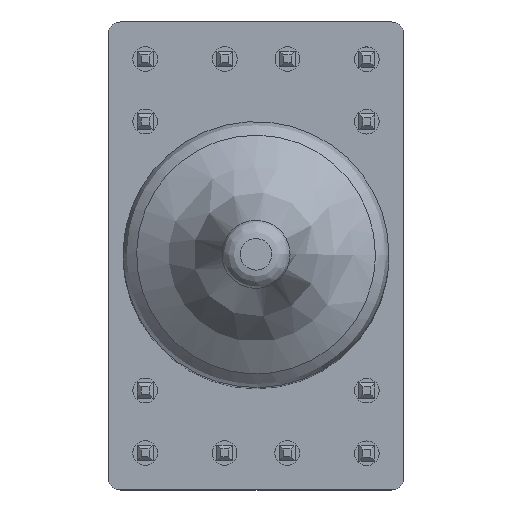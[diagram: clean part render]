
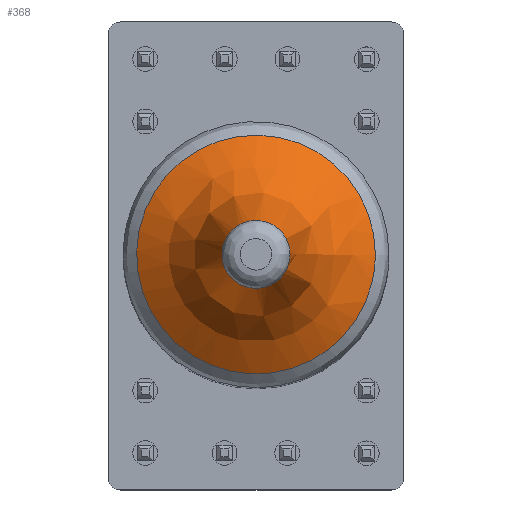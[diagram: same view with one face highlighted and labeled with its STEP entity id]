
A CAD part, top view. The second image highlights one B-rep face of the part: STEP entity #368.
In plain terms, the highlighted free-form (B-spline) face has degree [14, 2] with [15, 3] control points.
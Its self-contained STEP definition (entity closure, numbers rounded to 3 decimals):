
#137 = VERTEX_POINT('',#138);
#138 = CARTESIAN_POINT('',(4.847,0.,30.248));
#144 = EDGE_CURVE('',#137,#137,#145,.T.);
#145 = ( BOUNDED_CURVE() B_SPLINE_CURVE(13,(#146,#147,#148,#149,#150,
    #151,#152,#153,#154,#155,#156,#157,#158,#159),.UNSPECIFIED.,.T.,.F.)
 B_SPLINE_CURVE_WITH_KNOTS((1,13,13,1),(-33.929,0.,
33.929,67.858),.UNSPECIFIED.) CURVE() 
GEOMETRIC_REPRESENTATION_ITEM() RATIONAL_B_SPLINE_CURVE((1.,1.,
    1.,1.,1.,1.,
    1.,1.,1.,1.,
1.,1.,1.,1.)) REPRESENTATION_ITEM('') );
#146 = CARTESIAN_POINT('',(4.847,0.,30.248));
#147 = CARTESIAN_POINT('',(4.847,2.309,30.248
    ));
#148 = CARTESIAN_POINT('',(3.654,4.671,30.248
    ));
#149 = CARTESIAN_POINT('',(1.198,6.36,30.248
    ));
#150 = CARTESIAN_POINT('',(-2.181,6.619,30.248)
  );
#151 = CARTESIAN_POINT('',(-5.1,4.819,
    30.248));
#152 = CARTESIAN_POINT('',(-7.241,2.191,
    30.248));
#153 = CARTESIAN_POINT('',(-7.241,-2.191,
    30.248));
#154 = CARTESIAN_POINT('',(-5.1,-4.819,
    30.248));
#155 = CARTESIAN_POINT('',(-2.181,-6.619,
    30.248));
#156 = CARTESIAN_POINT('',(1.198,-6.36,30.248
    ));
#157 = CARTESIAN_POINT('',(3.654,-4.671,
    30.248));
#158 = CARTESIAN_POINT('',(4.847,-2.309,30.248
    ));
#159 = CARTESIAN_POINT('',(4.847,0.,30.248));
#368 = ADVANCED_FACE('',(#369),#398,.T.);
#369 = FACE_BOUND('',#370,.T.);
#370 = EDGE_LOOP('',(#371,#379,#396,#397));
#371 = ORIENTED_EDGE('',*,*,#372,.T.);
#372 = EDGE_CURVE('',#137,#373,#375,.T.);
#373 = VERTEX_POINT('',#374);
#374 = CARTESIAN_POINT('',(1.381,0.,35.366));
#375 = B_SPLINE_CURVE_WITH_KNOTS('',2,(#376,#377,#378),.UNSPECIFIED.,.F.
  ,.F.,(3,3),(0.,1.),.PIECEWISE_BEZIER_KNOTS.);
#376 = CARTESIAN_POINT('',(5.4,0.,30.));
#377 = CARTESIAN_POINT('',(1.749,0.,31.457));
#378 = CARTESIAN_POINT('',(1.3,0.,36.));
#379 = ORIENTED_EDGE('',*,*,#380,.F.);
#380 = EDGE_CURVE('',#373,#373,#381,.T.);
#381 = ( BOUNDED_CURVE() B_SPLINE_CURVE(13,(#382,#383,#384,#385,#386,
    #387,#388,#389,#390,#391,#392,#393,#394,#395),.UNSPECIFIED.,.T.,.F.)
 B_SPLINE_CURVE_WITH_KNOTS((1,13,13,1),(-8.168,0.,
8.168,16.336),.UNSPECIFIED.) CURVE() 
GEOMETRIC_REPRESENTATION_ITEM() RATIONAL_B_SPLINE_CURVE((1.,1.,
    1.,1.,1.,1.,
    1.,1.,1.,1.,
1.,1.,1.,1.)) REPRESENTATION_ITEM('') );
#382 = CARTESIAN_POINT('',(1.381,0.,35.366));
#383 = CARTESIAN_POINT('',(1.381,0.658,35.366
    ));
#384 = CARTESIAN_POINT('',(1.041,1.33,35.366
    ));
#385 = CARTESIAN_POINT('',(0.341,1.811,35.366
    ));
#386 = CARTESIAN_POINT('',(-0.621,1.885,
    35.366));
#387 = CARTESIAN_POINT('',(-1.453,1.373,
    35.366));
#388 = CARTESIAN_POINT('',(-2.062,0.624,
    35.366));
#389 = CARTESIAN_POINT('',(-2.062,-0.624,
    35.366));
#390 = CARTESIAN_POINT('',(-1.453,-1.373,
    35.366));
#391 = CARTESIAN_POINT('',(-0.621,-1.885,
    35.366));
#392 = CARTESIAN_POINT('',(0.341,-1.811,
    35.366));
#393 = CARTESIAN_POINT('',(1.041,-1.33,
    35.366));
#394 = CARTESIAN_POINT('',(1.381,-0.658,
    35.366));
#395 = CARTESIAN_POINT('',(1.381,0.,35.366));
#396 = ORIENTED_EDGE('',*,*,#372,.F.);
#397 = ORIENTED_EDGE('',*,*,#144,.T.);
#398 = B_SPLINE_SURFACE_WITH_KNOTS('',14,2,(
    (#399,#400,#401)
    ,(#402,#403,#404)
    ,(#405,#406,#407)
    ,(#408,#409,#410)
    ,(#411,#412,#413)
    ,(#414,#415,#416)
    ,(#417,#418,#419)
    ,(#420,#421,#422)
    ,(#423,#424,#425)
    ,(#426,#427,#428)
    ,(#429,#430,#431)
    ,(#432,#433,#434)
    ,(#435,#436,#437)
    ,(#438,#439,#440)
    ,(#441,#442,#443
    )),.UNSPECIFIED.,.T.,.F.,.F.,(1,14,14,1),(3,3),(-1.,0.,1.,2.),(0.,1.
    ),.UNSPECIFIED.);
#399 = CARTESIAN_POINT('',(5.4,0.,30.));
#400 = CARTESIAN_POINT('',(1.749,0.,31.457));
#401 = CARTESIAN_POINT('',(1.3,0.,36.));
#402 = CARTESIAN_POINT('',(5.4,2.424,30.));
#403 = CARTESIAN_POINT('',(1.749,0.785,31.457
    ));
#404 = CARTESIAN_POINT('',(1.3,0.583,36.));
#405 = CARTESIAN_POINT('',(4.229,4.847,30.));
#406 = CARTESIAN_POINT('',(1.369,1.57,31.457
    ));
#407 = CARTESIAN_POINT('',(1.018,1.167,36.));
#408 = CARTESIAN_POINT('',(1.886,6.657,30.));
#409 = CARTESIAN_POINT('',(0.611,2.156,31.457
    ));
#410 = CARTESIAN_POINT('',(0.454,1.603,36.));
#411 = CARTESIAN_POINT('',(-1.278,7.241,30.));
#412 = CARTESIAN_POINT('',(-0.414,2.345,
    31.457));
#413 = CARTESIAN_POINT('',(-0.308,1.743,36.));
#414 = CARTESIAN_POINT('',(-4.562,6.204,30.));
#415 = CARTESIAN_POINT('',(-1.477,2.009,
    31.457));
#416 = CARTESIAN_POINT('',(-1.098,1.494,36.));
#417 = CARTESIAN_POINT('',(-7.069,3.596,30.));
#418 = CARTESIAN_POINT('',(-2.29,1.164,31.457
    ));
#419 = CARTESIAN_POINT('',(-1.702,0.866,36.));
#420 = CARTESIAN_POINT('',(-8.013,0.,30.));
#421 = CARTESIAN_POINT('',(-2.594,0.,31.457
    ));
#422 = CARTESIAN_POINT('',(-1.929,0.,36.));
#423 = CARTESIAN_POINT('',(-7.069,-3.596,30.));
#424 = CARTESIAN_POINT('',(-2.29,-1.164,
    31.457));
#425 = CARTESIAN_POINT('',(-1.702,-0.866,36.));
#426 = CARTESIAN_POINT('',(-4.562,-6.204,30.));
#427 = CARTESIAN_POINT('',(-1.477,-2.009,
    31.457));
#428 = CARTESIAN_POINT('',(-1.098,-1.494,36.));
#429 = CARTESIAN_POINT('',(-1.278,-7.241,30.));
#430 = CARTESIAN_POINT('',(-0.414,-2.345,
    31.457));
#431 = CARTESIAN_POINT('',(-0.308,-1.743,36.));
#432 = CARTESIAN_POINT('',(1.886,-6.657,30.));
#433 = CARTESIAN_POINT('',(0.611,-2.156,
    31.457));
#434 = CARTESIAN_POINT('',(0.454,-1.603,36.));
#435 = CARTESIAN_POINT('',(4.229,-4.847,30.));
#436 = CARTESIAN_POINT('',(1.369,-1.57,
    31.457));
#437 = CARTESIAN_POINT('',(1.018,-1.167,36.));
#438 = CARTESIAN_POINT('',(5.4,-2.424,30.));
#439 = CARTESIAN_POINT('',(1.749,-0.785,31.457
    ));
#440 = CARTESIAN_POINT('',(1.3,-0.583,36.));
#441 = CARTESIAN_POINT('',(5.4,0.,30.));
#442 = CARTESIAN_POINT('',(1.749,0.,31.457));
#443 = CARTESIAN_POINT('',(1.3,0.,36.));
